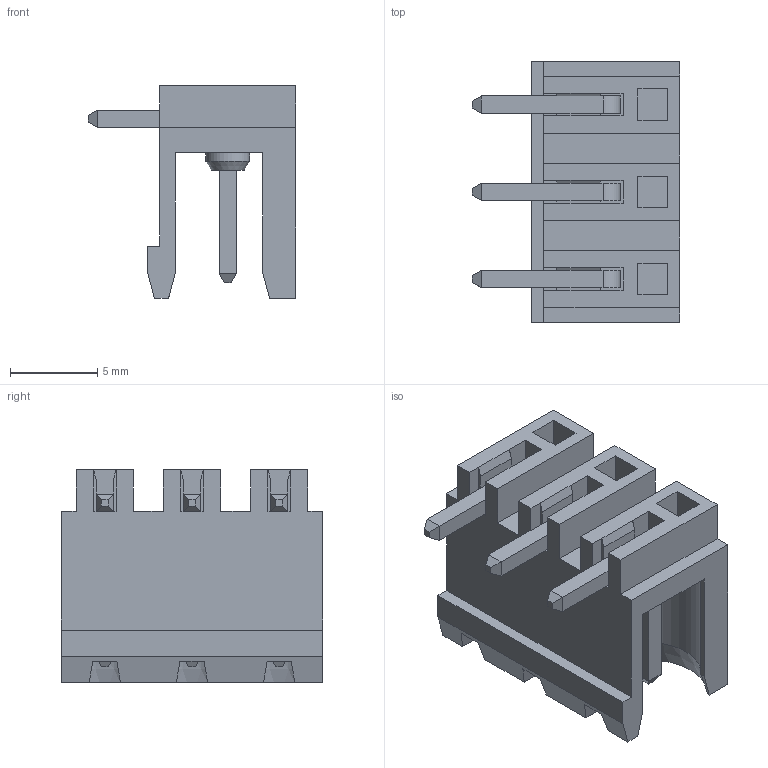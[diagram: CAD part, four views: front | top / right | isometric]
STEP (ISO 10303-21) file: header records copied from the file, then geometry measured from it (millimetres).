
FILE_DESCRIPTION( ( 'STEP AP214' ), '1' );
FILE_NAME( 'PV03-5-HR.stp', ' ', ( ' ' ), ( ' ' ), 'PSStep 14.0', 'VISI 19.0', ' ' );
FILE_SCHEMA( ( 'AUTOMOTIVE_DESIGN { 1 0 10303 214 1 1 1 1 }' ) );
Length unit declared in the file: millimetre
Products named in the file (1): 1
Bounding box: 11.9 x 15 x 12.2 mm (x, y, z)
Volume: 634.2 mm3; surface area: 1281.4 mm2
Topology: 1 solids, 1 shells, 188 faces, 471 edges, 294 vertices
Faces by surface type: plane 173, cylinder 9, cone 6
Full cylindrical faces by diameter (mm): 2.5 x3
Entity records: 6909 total; most frequent: CARTESIAN_POINT 960, ORIENTED_EDGE 924, DIRECTION 858, EDGE_CURVE 462, LINE 432, VECTOR 432, VERTEX_POINT 291, AXIS2_PLACEMENT_3D 213
